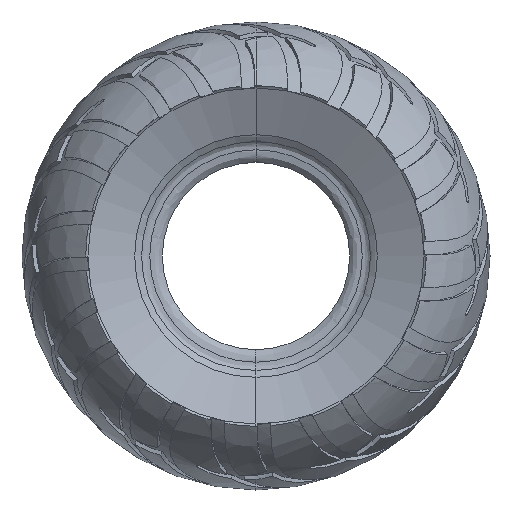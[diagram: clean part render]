
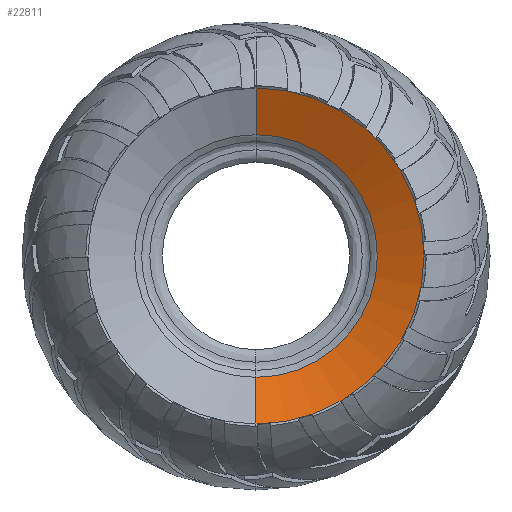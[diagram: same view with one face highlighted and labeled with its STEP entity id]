
A CAD part, left-side view. The second image highlights one B-rep face of the part: STEP entity #22811.
In plain terms, the highlighted conical face has half-angle 65.913 degrees and reference radius 91.144 mm.
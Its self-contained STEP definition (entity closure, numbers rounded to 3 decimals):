
#532 = VERTEX_POINT ( 'NONE', #23997 ) ;
#1049 = CIRCLE ( 'NONE', #12216, 65.825 ) ;
#1841 = CARTESIAN_POINT ( 'NONE',  ( -52.534, 0., 0. ) ) ;
#3013 = EDGE_CURVE ( 'NONE', #16364, #4915, #26299, .T. ) ;
#4757 = LINE ( 'NONE', #6812, #24410 ) ;
#4915 = VERTEX_POINT ( 'NONE', #16361 ) ;
#6403 = CARTESIAN_POINT ( 'NONE',  ( -63.853, 0., 91.144 ) ) ;
#6812 = CARTESIAN_POINT ( 'NONE',  ( -63.853, 0., -91.144 ) ) ;
#7259 = CARTESIAN_POINT ( 'NONE',  ( -52.534, 0., 65.825 ) ) ;
#7985 = DIRECTION ( 'NONE',  ( 0., 0., 1. ) ) ;
#8132 = AXIS2_PLACEMENT_3D ( 'NONE', #28414, #13174, #17536 ) ;
#9872 = AXIS2_PLACEMENT_3D ( 'NONE', #26760, #22401, #18059 ) ;
#9963 = VECTOR ( 'NONE', #17742, 1000. ) ;
#9967 = ORIENTED_EDGE ( 'NONE', *, *, #10288, .F. ) ;
#9983 = CIRCLE ( 'NONE', #8132, 91.144 ) ;
#10033 = VERTEX_POINT ( 'NONE', #28227 ) ;
#10288 = EDGE_CURVE ( 'NONE', #532, #16364, #1049, .T. ) ;
#11750 = CONICAL_SURFACE ( 'NONE', #9872, 91.144, 1.15 ) ;
#12216 = AXIS2_PLACEMENT_3D ( 'NONE', #1841, #23942, #7985 ) ;
#13174 = DIRECTION ( 'NONE',  ( 1., 0., 0. ) ) ;
#15180 = ORIENTED_EDGE ( 'NONE', *, *, #25890, .T. ) ;
#16168 = FACE_OUTER_BOUND ( 'NONE', #20421, .T. ) ;
#16361 = CARTESIAN_POINT ( 'NONE',  ( -63.853, 0., 91.144 ) ) ;
#16364 = VERTEX_POINT ( 'NONE', #7259 ) ;
#17536 = DIRECTION ( 'NONE',  ( 0., 0., 1. ) ) ;
#17742 = DIRECTION ( 'NONE',  ( -0.408, 0., 0.913 ) ) ;
#18059 = DIRECTION ( 'NONE',  ( 0., 0., 1. ) ) ;
#20421 = EDGE_LOOP ( 'NONE', ( #9967, #15180, #24201, #27464 ) ) ;
#22212 = DIRECTION ( 'NONE',  ( -0.408, 0., -0.913 ) ) ;
#22401 = DIRECTION ( 'NONE',  ( -1., 0., 0. ) ) ;
#22811 = ADVANCED_FACE ( 'NONE', ( #16168 ), #11750, .F. ) ;
#23942 = DIRECTION ( 'NONE',  ( -1., 0., 0. ) ) ;
#23997 = CARTESIAN_POINT ( 'NONE',  ( -52.534, 0., -65.825 ) ) ;
#24201 = ORIENTED_EDGE ( 'NONE', *, *, #24883, .F. ) ;
#24410 = VECTOR ( 'NONE', #22212, 1000. ) ;
#24883 = EDGE_CURVE ( 'NONE', #4915, #10033, #9983, .T. ) ;
#25890 = EDGE_CURVE ( 'NONE', #532, #10033, #4757, .T. ) ;
#26299 = LINE ( 'NONE', #6403, #9963 ) ;
#26760 = CARTESIAN_POINT ( 'NONE',  ( -63.853, 0., 0. ) ) ;
#27464 = ORIENTED_EDGE ( 'NONE', *, *, #3013, .F. ) ;
#28227 = CARTESIAN_POINT ( 'NONE',  ( -63.853, 0., -91.144 ) ) ;
#28414 = CARTESIAN_POINT ( 'NONE',  ( -63.853, 0., 0. ) ) ;
